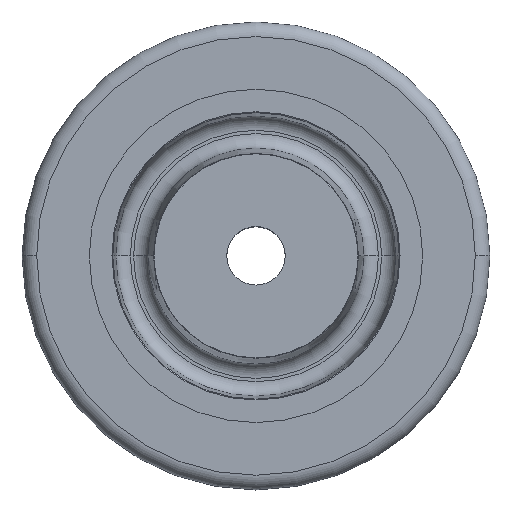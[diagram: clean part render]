
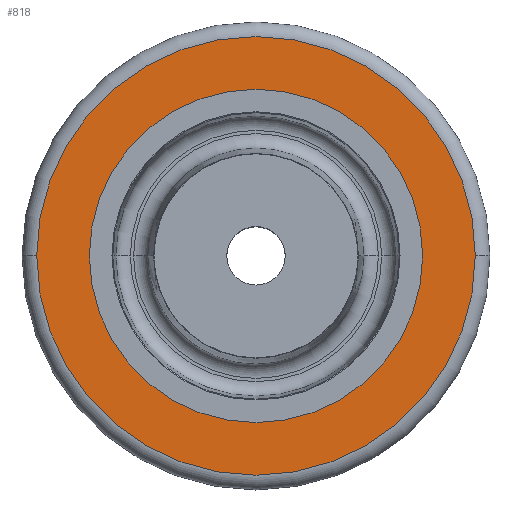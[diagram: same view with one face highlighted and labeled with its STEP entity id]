
A CAD part, top view. The second image highlights one B-rep face of the part: STEP entity #818.
In plain terms, the highlighted planar face has unit normal (0, 0, 1).
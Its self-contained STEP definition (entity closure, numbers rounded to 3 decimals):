
#104 = DIRECTION ( 'NONE',  ( 1., 0., 0. ) ) ;
#175 = ORIENTED_EDGE ( 'NONE', *, *, #1310, .F. ) ;
#183 = VERTEX_POINT ( 'NONE', #1699 ) ;
#212 = AXIS2_PLACEMENT_3D ( 'NONE', #1674, #946, #1127 ) ;
#213 = CARTESIAN_POINT ( 'NONE',  ( 0., 80., 20. ) ) ;
#300 = CIRCLE ( 'NONE', #1484, 57. ) ;
#400 = DIRECTION ( 'NONE',  ( 1., 0., 0. ) ) ;
#514 = DIRECTION ( 'NONE',  ( 0., 0., 1. ) ) ;
#546 = AXIS2_PLACEMENT_3D ( 'NONE', #1047, #514, #400 ) ;
#550 = EDGE_CURVE ( 'NONE', #647, #582, #1356, .T. ) ;
#558 = DIRECTION ( 'NONE',  ( 0., 0., 1. ) ) ;
#582 = VERTEX_POINT ( 'NONE', #1540 ) ;
#647 = VERTEX_POINT ( 'NONE', #1838 ) ;
#657 = VERTEX_POINT ( 'NONE', #1116 ) ;
#818 = ADVANCED_FACE ( 'NONE', ( #1667, #952 ), #1537, .T. ) ;
#898 = ORIENTED_EDGE ( 'NONE', *, *, #1105, .T. ) ;
#946 = DIRECTION ( 'NONE',  ( 0., 0., 1. ) ) ;
#947 = AXIS2_PLACEMENT_3D ( 'NONE', #213, #1779, #1380 ) ;
#952 = FACE_BOUND ( 'NONE', #1549, .T. ) ;
#1029 = EDGE_LOOP ( 'NONE', ( #1631, #898 ) ) ;
#1047 = CARTESIAN_POINT ( 'NONE',  ( 0., 0., 20. ) ) ;
#1105 = EDGE_CURVE ( 'NONE', #657, #183, #1601, .T. ) ;
#1116 = CARTESIAN_POINT ( 'NONE',  ( -75., 0., 20. ) ) ;
#1127 = DIRECTION ( 'NONE',  ( 1., 0., 0. ) ) ;
#1150 = CARTESIAN_POINT ( 'NONE',  ( 0., 0., 20. ) ) ;
#1153 = DIRECTION ( 'NONE',  ( 1., 0., 0. ) ) ;
#1182 = AXIS2_PLACEMENT_3D ( 'NONE', #1150, #1407, #104 ) ;
#1310 = EDGE_CURVE ( 'NONE', #582, #647, #300, .T. ) ;
#1356 = CIRCLE ( 'NONE', #546, 57. ) ;
#1380 = DIRECTION ( 'NONE',  ( 1., 0., 0. ) ) ;
#1407 = DIRECTION ( 'NONE',  ( 0., 0., 1. ) ) ;
#1484 = AXIS2_PLACEMENT_3D ( 'NONE', #1885, #558, #1153 ) ;
#1537 = PLANE ( 'NONE',  #947 ) ;
#1540 = CARTESIAN_POINT ( 'NONE',  ( 57., 0., 20. ) ) ;
#1549 = EDGE_LOOP ( 'NONE', ( #175, #1761 ) ) ;
#1601 = CIRCLE ( 'NONE', #212, 75. ) ;
#1631 = ORIENTED_EDGE ( 'NONE', *, *, #1652, .T. ) ;
#1652 = EDGE_CURVE ( 'NONE', #183, #657, #1757, .T. ) ;
#1667 = FACE_OUTER_BOUND ( 'NONE', #1029, .T. ) ;
#1674 = CARTESIAN_POINT ( 'NONE',  ( 0., 0., 20. ) ) ;
#1699 = CARTESIAN_POINT ( 'NONE',  ( 75., 0., 20. ) ) ;
#1757 = CIRCLE ( 'NONE', #1182, 75. ) ;
#1761 = ORIENTED_EDGE ( 'NONE', *, *, #550, .F. ) ;
#1779 = DIRECTION ( 'NONE',  ( 0., 0., 1. ) ) ;
#1838 = CARTESIAN_POINT ( 'NONE',  ( -57., 0., 20. ) ) ;
#1885 = CARTESIAN_POINT ( 'NONE',  ( 0., 0., 20. ) ) ;
